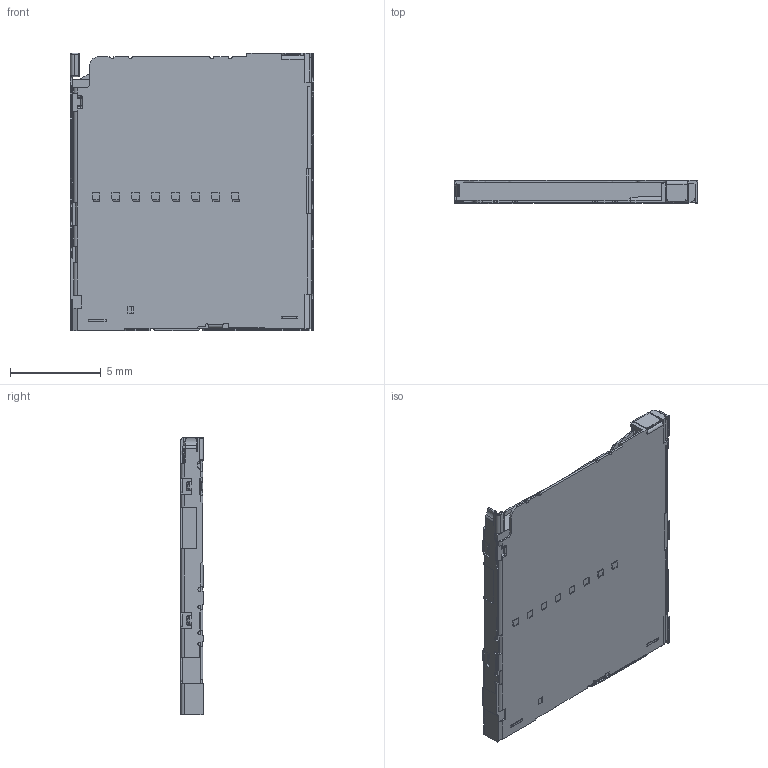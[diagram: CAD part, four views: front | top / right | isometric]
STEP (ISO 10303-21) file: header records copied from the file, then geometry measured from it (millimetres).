
FILE_DESCRIPTION (( 'STEP AP203' ), '1' );
FILE_NAME ('K3D-ST11S008V4H-V4_JAE_Proprietary.STEP', '2015-04-06T05:10:50', ( '' ), ( '' ), 'SwSTEP 2.0', 'SolidWorks 2014', '' );
FILE_SCHEMA (( 'CONFIG_CONTROL_DESIGN' ));
Length unit declared in the file: millimetre
Products named in the file (2): K3D-ST11S008V4H-V4_JAE_Proprietary
Bounding box: 13.4 x 1.25 x 15.3 mm (x, y, z)
Volume: 225.4 mm3; surface area: 501.1 mm2
Topology: 1 solids, 1 shells, 954 faces, 2527 edges, 1613 vertices
Faces by surface type: plane 563, cylinder 338, bspline 31, sphere 12, cone 10
Entity records: 30163 total; most frequent: CARTESIAN_POINT 6263, ORIENTED_EDGE 5054, DIRECTION 4880, EDGE_CURVE 2527, VECTOR 1724, LINE 1724, VERTEX_POINT 1613, AXIS2_PLACEMENT_3D 1578
